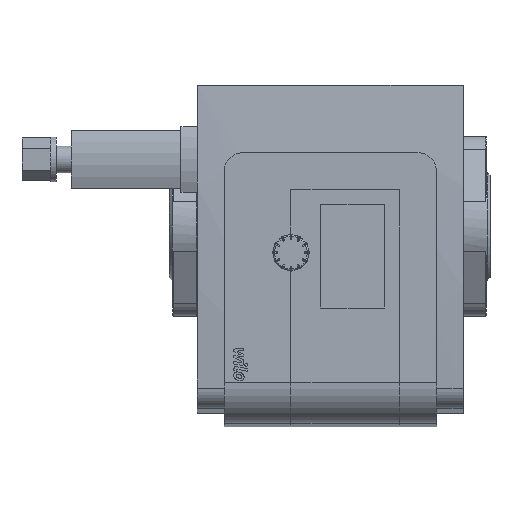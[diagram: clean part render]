
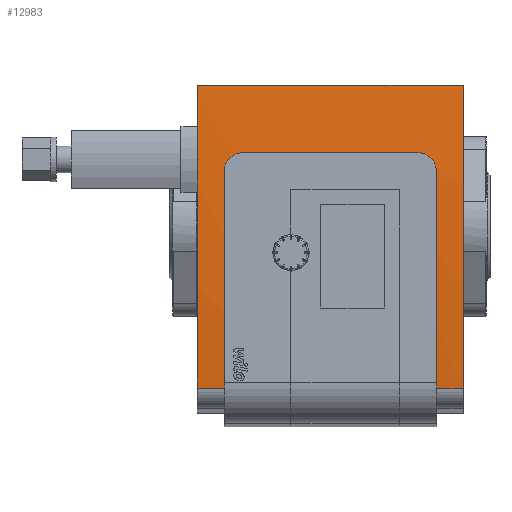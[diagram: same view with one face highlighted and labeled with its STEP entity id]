
A CAD part, front view. The second image highlights one B-rep face of the part: STEP entity #12983.
In plain terms, the highlighted cylindrical face has radius 1179.58 mm (diameter 2359.15 mm), a partial arc.
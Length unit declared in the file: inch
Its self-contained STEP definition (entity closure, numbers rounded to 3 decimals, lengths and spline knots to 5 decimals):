
#169=B_SPLINE_CURVE_WITH_KNOTS('',3,(#20609,#20610,#20611,#20612,#20613,
#20614,#20615,#20616,#20617,#20618,#20619,#20620,#20621),.UNSPECIFIED.,
 .F.,.F.,(4,3,3,3,4),(0.,0.01799,0.03051,0.05037,
0.05935),.UNSPECIFIED.);
#170=B_SPLINE_CURVE_WITH_KNOTS('',3,(#20649,#20650,#20651,#20652,#20653,
#20654,#20655,#20656,#20657,#20658,#20659,#20660,#20661,#20662,#20663,#20664),
 .UNSPECIFIED.,.F.,.F.,(4,3,3,3,3,4),(0.05934,0.06756,
0.08593,0.09743,0.11668,0.1187),
 .UNSPECIFIED.);
#616=LINE('',#20720,#1880);
#618=LINE('',#20723,#1882);
#619=LINE('',#20725,#1883);
#620=LINE('',#20728,#1884);
#1880=VECTOR('',#16438,0.3937);
#1882=VECTOR('',#16442,0.3937);
#1883=VECTOR('',#16443,0.3937);
#1884=VECTOR('',#16446,0.3937);
#2929=CYLINDRICAL_SURFACE('',#14135,46.44003);
#3434=FACE_OUTER_BOUND('',#4211,.T.);
#4211=EDGE_LOOP('',(#9817,#9818,#9819,#9820,#9821,#9822,#9823,#9824,#9825,
#9826));
#5026=CIRCLE('',#14114,46.44003);
#5028=CIRCLE('',#14119,46.44003);
#5034=CIRCLE('',#14127,46.44003);
#5037=CIRCLE('',#14136,46.44003);
#5641=VERTEX_POINT('',#20606);
#5642=VERTEX_POINT('',#20608);
#5648=VERTEX_POINT('',#20634);
#5652=VERTEX_POINT('',#20646);
#5653=VERTEX_POINT('',#20648);
#5654=VERTEX_POINT('',#20667);
#5665=VERTEX_POINT('',#20692);
#5666=VERTEX_POINT('',#20694);
#5674=VERTEX_POINT('',#20724);
#5675=VERTEX_POINT('',#20726);
#7142=EDGE_CURVE('',#5641,#5642,#169,.F.);
#7150=EDGE_CURVE('',#5641,#5648,#5026,.T.);
#7156=EDGE_CURVE('',#5652,#5653,#170,.F.);
#7158=EDGE_CURVE('',#5654,#5653,#5028,.T.);
#7171=EDGE_CURVE('',#5666,#5665,#5034,.T.);
#7184=EDGE_CURVE('',#5654,#5665,#616,.T.);
#7186=EDGE_CURVE('',#5652,#5642,#618,.T.);
#7187=EDGE_CURVE('',#5674,#5648,#619,.T.);
#7188=EDGE_CURVE('',#5674,#5675,#5037,.T.);
#7189=EDGE_CURVE('',#5675,#5666,#620,.T.);
#9817=ORIENTED_EDGE('',*,*,#7158,.T.);
#9818=ORIENTED_EDGE('',*,*,#7156,.F.);
#9819=ORIENTED_EDGE('',*,*,#7186,.T.);
#9820=ORIENTED_EDGE('',*,*,#7142,.F.);
#9821=ORIENTED_EDGE('',*,*,#7150,.T.);
#9822=ORIENTED_EDGE('',*,*,#7187,.F.);
#9823=ORIENTED_EDGE('',*,*,#7188,.T.);
#9824=ORIENTED_EDGE('',*,*,#7189,.T.);
#9825=ORIENTED_EDGE('',*,*,#7171,.T.);
#9826=ORIENTED_EDGE('',*,*,#7184,.F.);
#12983=ADVANCED_FACE('',(#3434),#2929,.T.);
#14114=AXIS2_PLACEMENT_3D('',#20636,#16374,#16375);
#14119=AXIS2_PLACEMENT_3D('',#20668,#16389,#16390);
#14127=AXIS2_PLACEMENT_3D('',#20695,#16412,#16413);
#14135=AXIS2_PLACEMENT_3D('',#20722,#16440,#16441);
#14136=AXIS2_PLACEMENT_3D('',#20727,#16444,#16445);
#16374=DIRECTION('center_axis',(1.,0.,0.));
#16375=DIRECTION('ref_axis',(0.,-0.996,0.092));
#16389=DIRECTION('center_axis',(-1.,0.,0.));
#16390=DIRECTION('ref_axis',(0.,-0.996,0.092));
#16412=DIRECTION('center_axis',(1.,0.,0.));
#16413=DIRECTION('ref_axis',(0.,-0.996,-0.092));
#16438=DIRECTION('',(-1.,0.,0.));
#16440=DIRECTION('center_axis',(1.,0.,0.));
#16441=DIRECTION('ref_axis',(0.,-0.996,0.092));
#16442=DIRECTION('',(1.,0.,0.));
#16443=DIRECTION('',(-1.,0.,0.));
#16444=DIRECTION('center_axis',(-1.,0.,0.));
#16445=DIRECTION('ref_axis',(0.,-0.996,0.092));
#16446=DIRECTION('',(-1.,0.,0.));
#20606=CARTESIAN_POINT('',(106.67112,-133.28848,1.47638));
#20608=CARTESIAN_POINT('',(106.27742,-133.26977,1.87008));
#20609=CARTESIAN_POINT('Ctrl Pts',(106.27742,-133.26977,1.87008));
#20610=CARTESIAN_POINT('Ctrl Pts',(106.33741,-133.26977,1.87008));
#20611=CARTESIAN_POINT('Ctrl Pts',(106.40208,-133.27055,1.85519));
#20612=CARTESIAN_POINT('Ctrl Pts',(106.45851,-133.27204,1.82596));
#20613=CARTESIAN_POINT('Ctrl Pts',(106.49778,-133.27307,1.80562));
#20614=CARTESIAN_POINT('Ctrl Pts',(106.5327,-133.27441,1.77903));
#20615=CARTESIAN_POINT('Ctrl Pts',(106.56177,-133.2759,1.74868));
#20616=CARTESIAN_POINT('Ctrl Pts',(106.60786,-133.27827,1.70054));
#20617=CARTESIAN_POINT('Ctrl Pts',(106.64407,-133.28136,1.63583));
#20618=CARTESIAN_POINT('Ctrl Pts',(106.6603,-133.28443,1.56805));
#20619=CARTESIAN_POINT('Ctrl Pts',(106.66765,-133.28581,1.53738));
#20620=CARTESIAN_POINT('Ctrl Pts',(106.67112,-133.28716,1.50689));
#20621=CARTESIAN_POINT('Ctrl Pts',(106.67112,-133.28848,1.47638));
#20634=CARTESIAN_POINT('',(106.67112,-133.17974,-4.28752));
#20636=CARTESIAN_POINT('Origin',(106.67112,-86.89187,-0.53123));
#20646=CARTESIAN_POINT('',(101.59239,-133.26977,1.87008));
#20648=CARTESIAN_POINT('',(101.19869,-133.28848,1.47638));
#20649=CARTESIAN_POINT('Ctrl Pts',(101.19869,-133.28848,1.47638));
#20650=CARTESIAN_POINT('Ctrl Pts',(101.19869,-133.28728,1.50428));
#20651=CARTESIAN_POINT('Ctrl Pts',(101.20161,-133.28604,1.53221));
#20652=CARTESIAN_POINT('Ctrl Pts',(101.20775,-133.28478,1.56032));
#20653=CARTESIAN_POINT('Ctrl Pts',(101.22145,-133.28195,1.62311));
#20654=CARTESIAN_POINT('Ctrl Pts',(101.25205,-133.27906,1.68396));
#20655=CARTESIAN_POINT('Ctrl Pts',(101.29268,-133.27673,1.73166));
#20656=CARTESIAN_POINT('Ctrl Pts',(101.31814,-133.27528,1.76155));
#20657=CARTESIAN_POINT('Ctrl Pts',(101.34728,-133.274,1.78709));
#20658=CARTESIAN_POINT('Ctrl Pts',(101.38131,-133.27291,1.80871));
#20659=CARTESIAN_POINT('Ctrl Pts',(101.43826,-133.27109,1.84488));
#20660=CARTESIAN_POINT('Ctrl Pts',(101.50681,-133.26998,1.86616));
#20661=CARTESIAN_POINT('Ctrl Pts',(101.57195,-133.2698,1.86954));
#20662=CARTESIAN_POINT('Ctrl Pts',(101.57877,-133.26978,1.8699));
#20663=CARTESIAN_POINT('Ctrl Pts',(101.58558,-133.26977,1.87008));
#20664=CARTESIAN_POINT('Ctrl Pts',(101.59239,-133.26977,1.87008));
#20667=CARTESIAN_POINT('',(101.19869,-133.17974,-4.28752));
#20668=CARTESIAN_POINT('Origin',(101.19869,-86.89187,-0.53123));
#20692=CARTESIAN_POINT('',(100.41129,-133.17974,-4.28752));
#20694=CARTESIAN_POINT('',(100.41129,-133.13505,3.74015));
#20695=CARTESIAN_POINT('Origin',(100.41129,-86.89187,-0.53123));
#20720=CARTESIAN_POINT('',(103.91522,-133.17974,-4.28752));
#20722=CARTESIAN_POINT('Origin',(103.91522,-86.89187,-0.53123));
#20723=CARTESIAN_POINT('',(103.91522,-133.26977,1.87008));
#20724=CARTESIAN_POINT('',(107.45852,-133.17974,-4.28752));
#20725=CARTESIAN_POINT('',(103.91522,-133.17974,-4.28752));
#20726=CARTESIAN_POINT('',(107.45852,-133.13505,3.74015));
#20727=CARTESIAN_POINT('Origin',(107.45852,-86.89187,-0.53123));
#20728=CARTESIAN_POINT('',(103.91522,-133.13505,3.74015));
